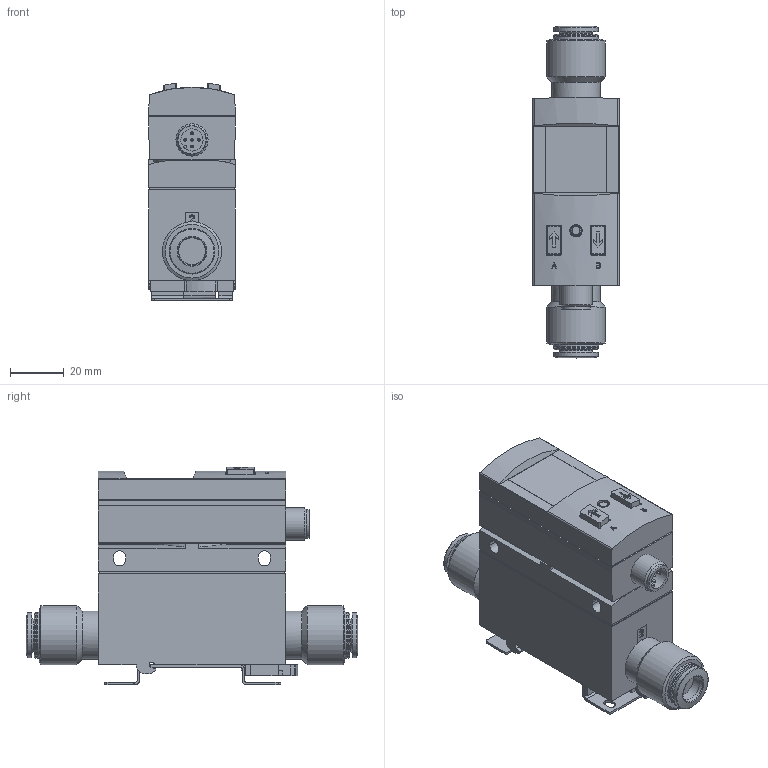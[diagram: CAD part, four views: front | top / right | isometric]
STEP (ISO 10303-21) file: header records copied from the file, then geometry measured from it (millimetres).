
FILE_DESCRIPTION(/* description */ ('STEP AP214'),/* implementation_level */ '2;1');
FILE_NAME(/* name */ '8162835_SFAB-1000U-WQ10-PNLK-PNVBA-M12',/* time_stamp */ '2024-09-10T04:27:13+02:00',/* author */ ('License CC BY-ND 4.0'),/* organization */ ('CADENAS'),/* preprocessor_version */ 'ST-DEVELOPER v19.3',/* originating_system */ 'PARTsolutions',/* authorisation */ ' ');
FILE_SCHEMA (('AUTOMOTIVE_DESIGN {1 0 10303 214 3 1 1}'));
Length unit declared in the file: millimetre
Products named in the file (4): 8162835 SFAB-1000U-WQ10-PNLK-PNVBA-M12; 563795 SFAB-1000-Q10-PNLK_H; 194297 SDE1-...-W...---(W); 672551 VN-T3-BP-NRD
Assembly tree (3 placements, depth 2):
  8162835 SFAB-1000U-WQ10-PNLK-PNVBA-M12
    563795 SFAB-1000-Q10-PNLK_H
    194297 SDE1-...-W...---(W)
    672551 VN-T3-BP-NRD
Bounding box: 32.3 x 123.79 x 81.17 mm (x, y, z)
Volume: 175317.1 mm3; surface area: 34380.7 mm2
Topology: 3 solids, 3 shells, 418 faces, 1088 edges, 712 vertices
Faces by surface type: plane 271, cylinder 102, cone 38, torus 7
Full cylindrical faces by diameter (mm): 1 x5, 8.3 x1, 10 x2, 10.5 x1, 12 x3, 16.8 x2, 17 x4, 18 x2, 22 x2
Entity records: 14748 total; most frequent: CARTESIAN_POINT 2277, DIRECTION 2121, ORIENTED_EDGE 2062, EDGE_CURVE 1031, LINE 719, VECTOR 719, VERTEX_POINT 706, AXIS2_PLACEMENT_3D 701
